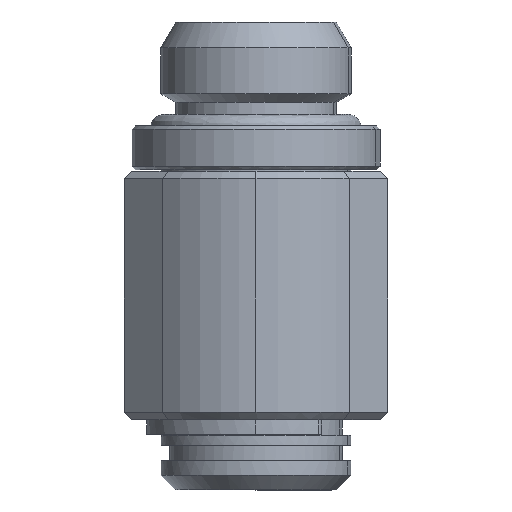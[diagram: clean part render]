
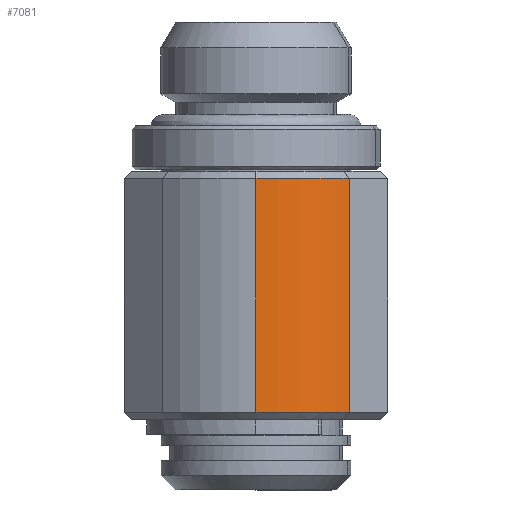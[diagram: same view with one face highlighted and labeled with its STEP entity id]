
A CAD part, left-side view. The second image highlights one B-rep face of the part: STEP entity #7081.
In plain terms, the highlighted free-form (B-spline) face has degree [1, 3] with [2, 4] control points.
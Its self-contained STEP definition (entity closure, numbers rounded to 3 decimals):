
#56 = VERTEX_POINT ( 'NONE', #4732 ) ;
#108 = EDGE_CURVE ( 'NONE', #7342, #3928, #879, .T. ) ;
#136 = ORIENTED_EDGE ( 'NONE', *, *, #6172, .F. ) ;
#222 = CARTESIAN_POINT ( 'NONE',  ( -6.386, -6.364, 1.5 ) ) ;
#374 = CARTESIAN_POINT ( 'NONE',  ( -6.386, -6.364, 1.5 ) ) ;
#768 = CARTESIAN_POINT ( 'NONE',  ( -6.386, -6.364, 17.5 ) ) ;
#874 = CARTESIAN_POINT ( 'NONE',  ( -8.096, -4.654, 1.5 ) ) ;
#879 = B_SPLINE_CURVE_WITH_KNOTS ( 'NONE', 1,
 ( #2540, #222 ),
 .UNSPECIFIED., .F., .F.,
 ( 2, 2 ),
 ( 0., 1. ),
 .UNSPECIFIED. ) ;
#1003 = CARTESIAN_POINT ( 'NONE',  ( -9.022, -2.419, 1.5 ) ) ;
#1093 = CARTESIAN_POINT ( 'NONE',  ( -9.022, 0., 17.5 ) ) ;
#1353 = CARTESIAN_POINT ( 'NONE',  ( -6.386, -6.364, 1.5 ) ) ;
#1365 = EDGE_CURVE ( 'NONE', #3020, #7342, #4916, .T. ) ;
#1559 = CARTESIAN_POINT ( 'NONE',  ( -9.022, 0., 17.5 ) ) ;
#2037 =( BOUNDED_SURFACE ( )  B_SPLINE_SURFACE ( 1, 3, ( 
 ( #768, #6571, #2098, #1559 ),
 ( #374, #6137, #1003, #6734 ) ),
 .UNSPECIFIED., .F., .F., .F. ) 
 B_SPLINE_SURFACE_WITH_KNOTS ( ( 2, 2 ),
 ( 4, 4 ),
 ( 0., 1. ),
 ( 0., 1. ),
 .UNSPECIFIED. ) 
 GEOMETRIC_REPRESENTATION_ITEM ( )  RATIONAL_B_SPLINE_SURFACE ( (
 ( 1., 0.949, 0.949, 1.),
 ( 1., 0.949, 0.949, 1.) ) ) 
 REPRESENTATION_ITEM ( '' )  SURFACE ( )  );
#2098 = CARTESIAN_POINT ( 'NONE',  ( -9.022, -2.419, 17.5 ) ) ;
#2540 = CARTESIAN_POINT ( 'NONE',  ( -6.386, -6.364, 17.5 ) ) ;
#2594 = CARTESIAN_POINT ( 'NONE',  ( -9.022, 0., 17.5 ) ) ;
#2602 = CARTESIAN_POINT ( 'NONE',  ( -9.022, 0., 17.5 ) ) ;
#2616 = CARTESIAN_POINT ( 'NONE',  ( -8.096, -4.654, 17.5 ) ) ;
#2617 = CARTESIAN_POINT ( 'NONE',  ( -9.022, 0., 1.5 ) ) ;
#3020 = VERTEX_POINT ( 'NONE', #2602 ) ;
#3227 = CARTESIAN_POINT ( 'NONE',  ( -6.386, -6.364, 17.5 ) ) ;
#3314 = ORIENTED_EDGE ( 'NONE', *, *, #5657, .T. ) ;
#3928 = VERTEX_POINT ( 'NONE', #1353 ) ;
#4732 = CARTESIAN_POINT ( 'NONE',  ( -9.022, 0., 1.5 ) ) ;
#4916 =( BOUNDED_CURVE ( )  B_SPLINE_CURVE ( 3, ( #2594, #5612, #2616, #6151 ),
 .UNSPECIFIED., .F., .T. ) 
 B_SPLINE_CURVE_WITH_KNOTS ( ( 4, 4 ),
 ( -3.927, -3.142 ),
 .UNSPECIFIED. ) 
 CURVE ( )  GEOMETRIC_REPRESENTATION_ITEM ( )  RATIONAL_B_SPLINE_CURVE ( ( 1., 0.949, 0.949, 1. ) ) 
 REPRESENTATION_ITEM ( '' )  );
#5393 = EDGE_LOOP ( 'NONE', ( #136, #3314, #6302, #5779 ) ) ;
#5438 = CARTESIAN_POINT ( 'NONE',  ( -6.386, -6.364, 1.5 ) ) ;
#5463 = CARTESIAN_POINT ( 'NONE',  ( -9.022, -2.419, 1.5 ) ) ;
#5612 = CARTESIAN_POINT ( 'NONE',  ( -9.022, -2.419, 17.5 ) ) ;
#5657 = EDGE_CURVE ( 'NONE', #56, #3928, #5841, .T. ) ;
#5779 = ORIENTED_EDGE ( 'NONE', *, *, #1365, .F. ) ;
#5841 =( BOUNDED_CURVE ( )  B_SPLINE_CURVE ( 3, ( #2617, #5463, #874, #5438 ),
 .UNSPECIFIED., .F., .T. ) 
 B_SPLINE_CURVE_WITH_KNOTS ( ( 4, 4 ),
 ( -3.927, -3.142 ),
 .UNSPECIFIED. ) 
 CURVE ( )  GEOMETRIC_REPRESENTATION_ITEM ( )  RATIONAL_B_SPLINE_CURVE ( ( 1., 0.949, 0.949, 1. ) ) 
 REPRESENTATION_ITEM ( '' )  );
#6137 = CARTESIAN_POINT ( 'NONE',  ( -8.096, -4.654, 1.5 ) ) ;
#6151 = CARTESIAN_POINT ( 'NONE',  ( -6.386, -6.364, 17.5 ) ) ;
#6172 = EDGE_CURVE ( 'NONE', #56, #3020, #6559, .T. ) ;
#6290 = CARTESIAN_POINT ( 'NONE',  ( -9.022, 0., 1.5 ) ) ;
#6302 = ORIENTED_EDGE ( 'NONE', *, *, #108, .F. ) ;
#6559 = B_SPLINE_CURVE_WITH_KNOTS ( 'NONE', 1,
 ( #6290, #1093 ),
 .UNSPECIFIED., .F., .F.,
 ( 2, 2 ),
 ( -1., 0. ),
 .UNSPECIFIED. ) ;
#6571 = CARTESIAN_POINT ( 'NONE',  ( -8.096, -4.654, 17.5 ) ) ;
#6734 = CARTESIAN_POINT ( 'NONE',  ( -9.022, 0., 1.5 ) ) ;
#7081 = ADVANCED_FACE ( 'NONE', ( #7380 ), #2037, .F. ) ;
#7342 = VERTEX_POINT ( 'NONE', #3227 ) ;
#7380 = FACE_OUTER_BOUND ( 'NONE', #5393, .T. ) ;
